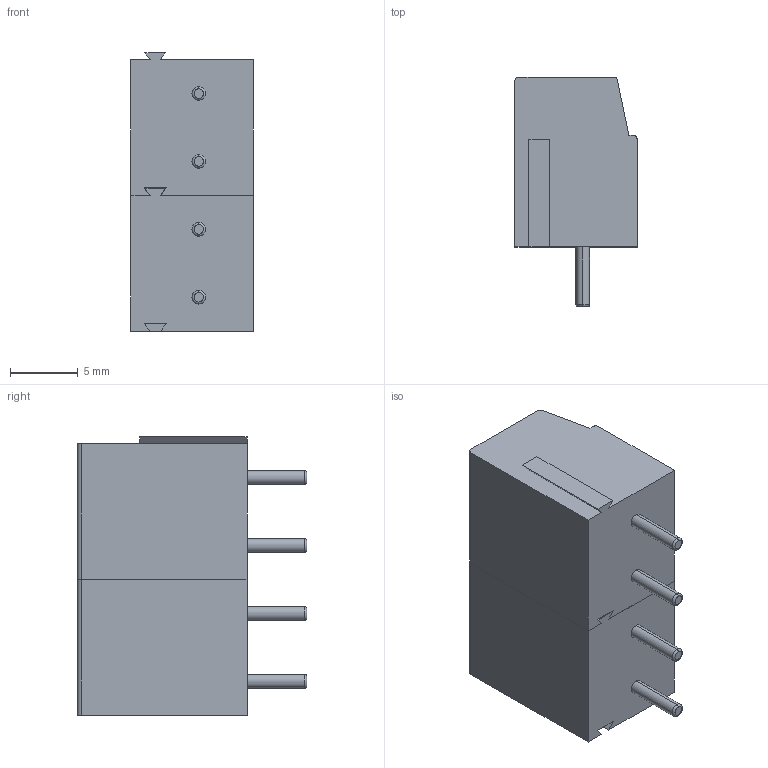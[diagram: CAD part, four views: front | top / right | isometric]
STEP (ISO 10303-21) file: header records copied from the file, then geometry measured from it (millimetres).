
FILE_DESCRIPTION (( 'STEP AP214' ), '1' );
FILE_NAME ('CUI_DEVICES_TB001-500-04BE.step', '2019-10-21T04:19:43', ( '' ), ( '' ), 'SwSTEP 2.0', 'SolidWorks 2019', '' );
FILE_SCHEMA (( 'AUTOMOTIVE_DESIGN' ));
Length unit declared in the file: millimetre
Products named in the file (2): TB001-500-02P_Blue - S; CUI_DEVICES_TB001-500-04BE
Assembly tree (2 placements, depth 2):
  CUI_DEVICES_TB001-500-04BE
    TB001-500-02P_Blue - S  x2
Bounding box: 9 x 16.9 x 20.5 mm (x, y, z)
Volume: 1901.3 mm3; surface area: 1890.2 mm2
Topology: 2 solids, 2 shells, 258 faces, 670 edges, 440 vertices
Faces by surface type: plane 144, cylinder 78, torus 28, cone 8
Entity records: 4652 total; most frequent: CARTESIAN_POINT 913, ORIENTED_EDGE 670, DIRECTION 665, EDGE_CURVE 335, AXIS2_PLACEMENT_3D 236, VERTEX_POINT 220, VECTOR 193, LINE 193
